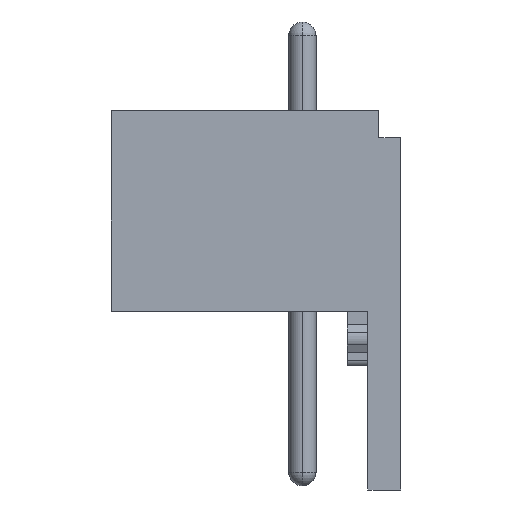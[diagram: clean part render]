
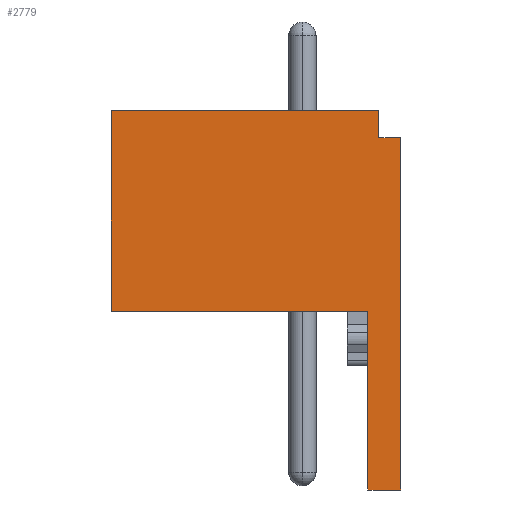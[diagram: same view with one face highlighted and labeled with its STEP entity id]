
A CAD part, front view. The second image highlights one B-rep face of the part: STEP entity #2779.
In plain terms, the highlighted planar face has unit normal (0, -1, 0).
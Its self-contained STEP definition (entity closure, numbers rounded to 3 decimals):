
#1=DIRECTION('',(1.,0.,0.));
#2=VECTOR('',#1,9.8);
#3=CARTESIAN_POINT('',(0.,0.,0.));
#4=LINE('',#3,#2);
#5=DIRECTION('',(0.,0.,-1.));
#6=VECTOR('',#5,1.);
#7=CARTESIAN_POINT('',(9.8,0.,0.));
#8=LINE('',#7,#6);
#9=DIRECTION('',(1.,0.,0.));
#10=VECTOR('',#9,0.8);
#11=CARTESIAN_POINT('',(9.8,0.,-1.));
#12=LINE('',#11,#10);
#13=DIRECTION('',(0.,0.,-1.));
#14=VECTOR('',#13,12.9);
#15=CARTESIAN_POINT('',(10.6,0.,-1.));
#16=LINE('',#15,#14);
#17=DIRECTION('',(-1.,0.,0.));
#18=VECTOR('',#17,1.2);
#19=CARTESIAN_POINT('',(10.6,0.,-13.9));
#20=LINE('',#19,#18);
#21=DIRECTION('',(0.,0.,1.));
#22=VECTOR('',#21,6.55);
#23=CARTESIAN_POINT('',(9.4,0.,-13.9));
#24=LINE('',#23,#22);
#25=DIRECTION('',(-1.,0.,0.));
#26=VECTOR('',#25,9.4);
#27=CARTESIAN_POINT('',(9.4,0.,-7.35));
#28=LINE('',#27,#26);
#29=DIRECTION('',(0.,0.,1.));
#30=VECTOR('',#29,7.35);
#31=CARTESIAN_POINT('',(0.,0.,-7.35));
#32=LINE('',#31,#30);
#2213=CARTESIAN_POINT('',(0.,0.,0.));
#2214=CARTESIAN_POINT('',(9.8,0.,0.));
#2215=VERTEX_POINT('',#2213);
#2216=VERTEX_POINT('',#2214);
#2217=CARTESIAN_POINT('',(9.8,0.,-1.));
#2218=VERTEX_POINT('',#2217);
#2219=CARTESIAN_POINT('',(10.6,0.,-1.));
#2220=VERTEX_POINT('',#2219);
#2221=CARTESIAN_POINT('',(10.6,0.,-13.9));
#2222=VERTEX_POINT('',#2221);
#2223=CARTESIAN_POINT('',(9.4,0.,-13.9));
#2224=VERTEX_POINT('',#2223);
#2225=CARTESIAN_POINT('',(9.4,0.,-7.35));
#2226=VERTEX_POINT('',#2225);
#2227=CARTESIAN_POINT('',(0.,0.,-7.35));
#2228=VERTEX_POINT('',#2227);
#2756=CARTESIAN_POINT('',(0.,0.,0.));
#2757=DIRECTION('',(0.,1.,0.));
#2758=DIRECTION('',(1.,0.,0.));
#2759=AXIS2_PLACEMENT_3D('',#2756,#2757,#2758);
#2760=PLANE('',#2759);
#2762=ORIENTED_EDGE('',*,*,#2761,.T.);
#2764=ORIENTED_EDGE('',*,*,#2763,.T.);
#2766=ORIENTED_EDGE('',*,*,#2765,.T.);
#2768=ORIENTED_EDGE('',*,*,#2767,.T.);
#2770=ORIENTED_EDGE('',*,*,#2769,.T.);
#2772=ORIENTED_EDGE('',*,*,#2771,.T.);
#2774=ORIENTED_EDGE('',*,*,#2773,.T.);
#2776=ORIENTED_EDGE('',*,*,#2775,.T.);
#2777=EDGE_LOOP('',(#2762,#2764,#2766,#2768,#2770,#2772,#2774,#2776));
#2778=FACE_OUTER_BOUND('',#2777,.F.);
#2779=ADVANCED_FACE('',(#2778),#2760,.F.);
#2761=EDGE_CURVE('',#2215,#2216,#4,.T.);
#2763=EDGE_CURVE('',#2216,#2218,#8,.T.);
#2765=EDGE_CURVE('',#2218,#2220,#12,.T.);
#2767=EDGE_CURVE('',#2220,#2222,#16,.T.);
#2769=EDGE_CURVE('',#2222,#2224,#20,.T.);
#2771=EDGE_CURVE('',#2224,#2226,#24,.T.);
#2773=EDGE_CURVE('',#2226,#2228,#28,.T.);
#2775=EDGE_CURVE('',#2228,#2215,#32,.T.);
